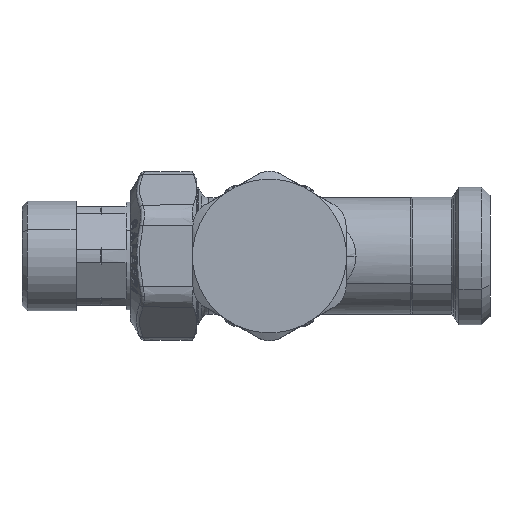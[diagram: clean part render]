
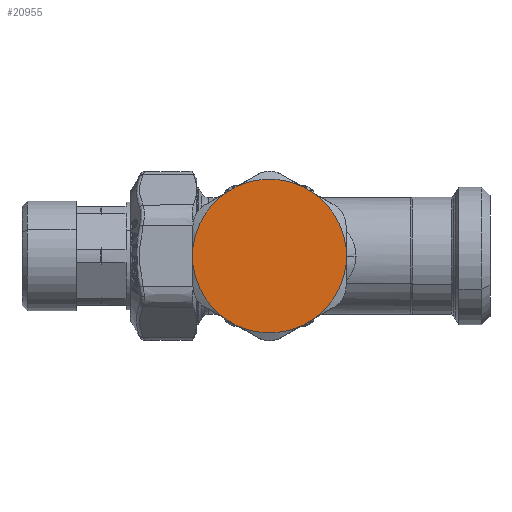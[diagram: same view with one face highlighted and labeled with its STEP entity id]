
A CAD part, front view. The second image highlights one B-rep face of the part: STEP entity #20955.
In plain terms, the highlighted planar face has unit normal (0, -1, 0).
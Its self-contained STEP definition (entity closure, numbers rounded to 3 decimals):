
#20839=CARTESIAN_POINT('Vertex',(18.4,-49.1,-1.921)) ;
#20842=CARTESIAN_POINT('Axis2P3D Location',(0.,-49.1,0.)) ;
#20846=CARTESIAN_POINT('Vertex',(10.864,-49.1,-14.974)) ;
#20861=CARTESIAN_POINT('Axis2P3D Location',(0.,-49.1,-17.25)) ;
#20866=CARTESIAN_POINT('Line Origine',(-18.4,-49.1,0.)) ;
#20870=CARTESIAN_POINT('Vertex',(-18.4,-49.1,-1.921)) ;
#20872=CARTESIAN_POINT('Vertex',(-18.4,-49.1,1.921)) ;
#20875=CARTESIAN_POINT('Axis2P3D Location',(0.,-49.1,0.)) ;
#20879=CARTESIAN_POINT('Vertex',(-10.864,-49.1,-14.974)) ;
#20882=CARTESIAN_POINT('Line Origine',(-9.2,-49.1,-15.935)) ;
#20886=CARTESIAN_POINT('Vertex',(-7.536,-49.1,-16.895)) ;
#20889=CARTESIAN_POINT('Axis2P3D Location',(0.,-49.1,0.)) ;
#20893=CARTESIAN_POINT('Vertex',(7.536,-49.1,-16.895)) ;
#20896=CARTESIAN_POINT('Line Origine',(9.2,-49.1,-15.935)) ;
#20901=CARTESIAN_POINT('Line Origine',(18.4,-49.1,0.)) ;
#20905=CARTESIAN_POINT('Vertex',(18.4,-49.1,1.921)) ;
#20908=CARTESIAN_POINT('Axis2P3D Location',(0.,-49.1,0.)) ;
#20912=CARTESIAN_POINT('Vertex',(10.864,-49.1,14.974)) ;
#20915=CARTESIAN_POINT('Line Origine',(9.2,-49.1,15.935)) ;
#20919=CARTESIAN_POINT('Vertex',(7.536,-49.1,16.895)) ;
#20922=CARTESIAN_POINT('Axis2P3D Location',(0.,-49.1,0.)) ;
#20926=CARTESIAN_POINT('Vertex',(-7.536,-49.1,16.895)) ;
#20929=CARTESIAN_POINT('Line Origine',(-9.2,-49.1,15.935)) ;
#20933=CARTESIAN_POINT('Vertex',(-10.864,-49.1,14.974)) ;
#20936=CARTESIAN_POINT('Axis2P3D Location',(0.,-49.1,0.)) ;
#20868=VECTOR('Line Direction',#20867,1.) ;
#20884=VECTOR('Line Direction',#20883,1.) ;
#20898=VECTOR('Line Direction',#20897,1.) ;
#20903=VECTOR('Line Direction',#20902,1.) ;
#20917=VECTOR('Line Direction',#20916,1.) ;
#20931=VECTOR('Line Direction',#20930,1.) ;
#20843=DIRECTION('Axis2P3D Direction',(0.,-1.,0.)) ;
#20862=DIRECTION('Axis2P3D Direction',(0.,-1.,0.)) ;
#20863=DIRECTION('Axis2P3D XDirection',(1.,0.,0.)) ;
#20867=DIRECTION('Vector Direction',(0.,0.,1.)) ;
#20876=DIRECTION('Axis2P3D Direction',(0.,-1.,0.)) ;
#20883=DIRECTION('Vector Direction',(-0.866,0.,0.5)) ;
#20890=DIRECTION('Axis2P3D Direction',(0.,-1.,0.)) ;
#20897=DIRECTION('Vector Direction',(0.866,0.,0.5)) ;
#20902=DIRECTION('Vector Direction',(0.,0.,-1.)) ;
#20909=DIRECTION('Axis2P3D Direction',(0.,-1.,0.)) ;
#20916=DIRECTION('Vector Direction',(0.866,0.,-0.5)) ;
#20923=DIRECTION('Axis2P3D Direction',(0.,-1.,0.)) ;
#20930=DIRECTION('Vector Direction',(-0.866,0.,-0.5)) ;
#20937=DIRECTION('Axis2P3D Direction',(0.,-1.,0.)) ;
#20844=AXIS2_PLACEMENT_3D('Circle Axis2P3D',#20842,#20843,$) ;
#20864=AXIS2_PLACEMENT_3D('Plane Axis2P3D',#20861,#20862,#20863) ;
#20877=AXIS2_PLACEMENT_3D('Circle Axis2P3D',#20875,#20876,$) ;
#20891=AXIS2_PLACEMENT_3D('Circle Axis2P3D',#20889,#20890,$) ;
#20910=AXIS2_PLACEMENT_3D('Circle Axis2P3D',#20908,#20909,$) ;
#20924=AXIS2_PLACEMENT_3D('Circle Axis2P3D',#20922,#20923,$) ;
#20938=AXIS2_PLACEMENT_3D('Circle Axis2P3D',#20936,#20937,$) ;
#20869=LINE('Line',#20866,#20868) ;
#20885=LINE('Line',#20882,#20884) ;
#20899=LINE('Line',#20896,#20898) ;
#20904=LINE('Line',#20901,#20903) ;
#20918=LINE('Line',#20915,#20917) ;
#20932=LINE('Line',#20929,#20931) ;
#20845=CIRCLE('generated circle',#20844,18.5) ;
#20878=CIRCLE('generated circle',#20877,18.5) ;
#20892=CIRCLE('generated circle',#20891,18.5) ;
#20911=CIRCLE('generated circle',#20910,18.5) ;
#20925=CIRCLE('generated circle',#20924,18.5) ;
#20939=CIRCLE('generated circle',#20938,18.5) ;
#20865=PLANE('',#20864) ;
#20848=EDGE_CURVE('',#20847,#20840,#20845,.T.) ;
#20874=EDGE_CURVE('',#20871,#20873,#20869,.T.) ;
#20881=EDGE_CURVE('',#20871,#20880,#20878,.T.) ;
#20888=EDGE_CURVE('',#20887,#20880,#20885,.T.) ;
#20895=EDGE_CURVE('',#20887,#20894,#20892,.T.) ;
#20900=EDGE_CURVE('',#20894,#20847,#20899,.T.) ;
#20907=EDGE_CURVE('',#20906,#20840,#20904,.T.) ;
#20914=EDGE_CURVE('',#20906,#20913,#20911,.T.) ;
#20921=EDGE_CURVE('',#20920,#20913,#20918,.T.) ;
#20928=EDGE_CURVE('',#20920,#20927,#20925,.T.) ;
#20935=EDGE_CURVE('',#20927,#20934,#20932,.T.) ;
#20940=EDGE_CURVE('',#20934,#20873,#20939,.T.) ;
#20942=ORIENTED_EDGE('',*,*,#20874,.F.) ;
#20943=ORIENTED_EDGE('',*,*,#20881,.T.) ;
#20944=ORIENTED_EDGE('',*,*,#20888,.F.) ;
#20945=ORIENTED_EDGE('',*,*,#20895,.T.) ;
#20946=ORIENTED_EDGE('',*,*,#20900,.T.) ;
#20947=ORIENTED_EDGE('',*,*,#20848,.T.) ;
#20948=ORIENTED_EDGE('',*,*,#20907,.F.) ;
#20949=ORIENTED_EDGE('',*,*,#20914,.T.) ;
#20950=ORIENTED_EDGE('',*,*,#20921,.F.) ;
#20951=ORIENTED_EDGE('',*,*,#20928,.T.) ;
#20952=ORIENTED_EDGE('',*,*,#20935,.T.) ;
#20953=ORIENTED_EDGE('',*,*,#20940,.T.) ;
#20941=EDGE_LOOP('',(#20942,#20943,#20944,#20945,#20946,#20947,#20948,#20949,#20950,#20951,#20952,#20953)) ;
#20840=VERTEX_POINT('',#20839) ;
#20847=VERTEX_POINT('',#20846) ;
#20871=VERTEX_POINT('',#20870) ;
#20873=VERTEX_POINT('',#20872) ;
#20880=VERTEX_POINT('',#20879) ;
#20887=VERTEX_POINT('',#20886) ;
#20894=VERTEX_POINT('',#20893) ;
#20906=VERTEX_POINT('',#20905) ;
#20913=VERTEX_POINT('',#20912) ;
#20920=VERTEX_POINT('',#20919) ;
#20927=VERTEX_POINT('',#20926) ;
#20934=VERTEX_POINT('',#20933) ;
#20955=ADVANCED_FACE('PartBody',(#20954),#20865,.T.) ;
#20954=FACE_OUTER_BOUND('',#20941,.T.) ;
